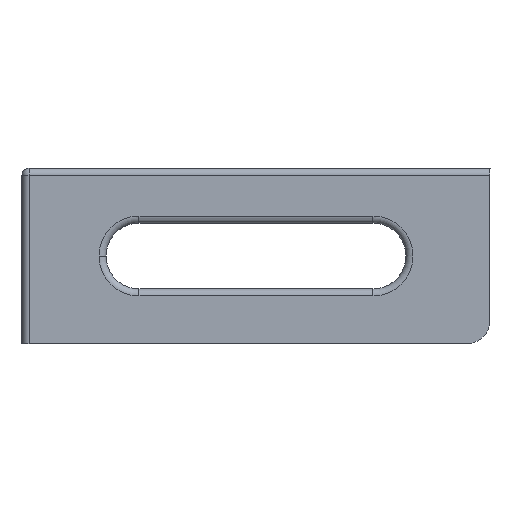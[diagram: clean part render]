
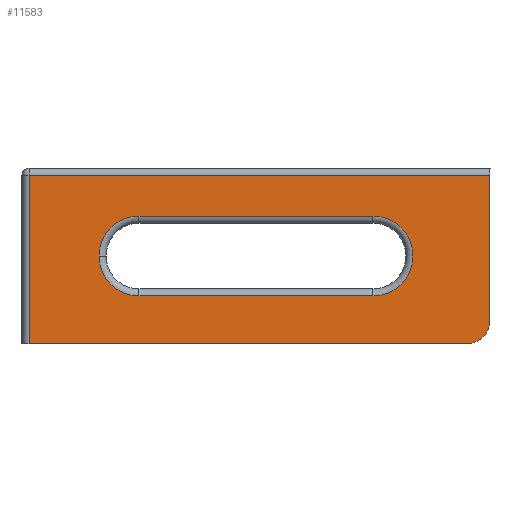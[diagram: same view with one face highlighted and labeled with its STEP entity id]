
A CAD part, front view. The second image highlights one B-rep face of the part: STEP entity #11583.
In plain terms, the highlighted planar face has unit normal (0, -1, 0).
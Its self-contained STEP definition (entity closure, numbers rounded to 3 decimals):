
#256 = VECTOR ( 'NONE', #1525, 1000. ) ;
#322 = DIRECTION ( 'NONE',  ( 0., 0., -1. ) ) ;
#434 = VERTEX_POINT ( 'NONE', #12670 ) ;
#614 = EDGE_CURVE ( 'NONE', #12149, #6644, #2700, .T. ) ;
#803 = ORIENTED_EDGE ( 'NONE', *, *, #7936, .T. ) ;
#934 = CARTESIAN_POINT ( 'NONE',  ( 50., 0., 37.5 ) ) ;
#1012 = CARTESIAN_POINT ( 'NONE',  ( 200., 0., 75. ) ) ;
#1260 = EDGE_CURVE ( 'NONE', #12149, #12891, #12901, .T. ) ;
#1525 = DIRECTION ( 'NONE',  ( -1., 0., 0. ) ) ;
#1786 = CARTESIAN_POINT ( 'NONE',  ( 32.925, 0., 37.5 ) ) ;
#1919 = CARTESIAN_POINT ( 'NONE',  ( 150., 0., 20.425 ) ) ;
#1970 = DIRECTION ( 'NONE',  ( -1., 0., 0. ) ) ;
#2019 = CIRCLE ( 'NONE', #2653, 17.075 ) ;
#2026 = DIRECTION ( 'NONE',  ( 1., 0., 0. ) ) ;
#2113 = DIRECTION ( 'NONE',  ( 0., 1., 0. ) ) ;
#2152 = VERTEX_POINT ( 'NONE', #1786 ) ;
#2386 = EDGE_CURVE ( 'NONE', #4390, #5400, #3644, .T. ) ;
#2414 = ORIENTED_EDGE ( 'NONE', *, *, #9684, .T. ) ;
#2617 = ORIENTED_EDGE ( 'NONE', *, *, #2386, .T. ) ;
#2653 = AXIS2_PLACEMENT_3D ( 'NONE', #4018, #11092, #5034 ) ;
#2700 = LINE ( 'NONE', #1012, #7511 ) ;
#2881 = CIRCLE ( 'NONE', #9152, 17.075 ) ;
#3109 = EDGE_CURVE ( 'NONE', #8637, #6644, #5884, .T. ) ;
#3166 = LINE ( 'NONE', #7137, #5882 ) ;
#3463 = AXIS2_PLACEMENT_3D ( 'NONE', #6202, #2113, #9244 ) ;
#3585 = EDGE_CURVE ( 'NONE', #9584, #4390, #2019, .T. ) ;
#3644 = LINE ( 'NONE', #12399, #11097 ) ;
#3693 = LINE ( 'NONE', #5340, #6723 ) ;
#4018 = CARTESIAN_POINT ( 'NONE',  ( 150., 0., 37.5 ) ) ;
#4245 = ORIENTED_EDGE ( 'NONE', *, *, #6804, .T. ) ;
#4258 = CARTESIAN_POINT ( 'NONE',  ( 50., 0., 20.425 ) ) ;
#4390 = VERTEX_POINT ( 'NONE', #1919 ) ;
#5034 = DIRECTION ( 'NONE',  ( -1., 0., 0. ) ) ;
#5167 = AXIS2_PLACEMENT_3D ( 'NONE', #5232, #12335, #6251 ) ;
#5232 = CARTESIAN_POINT ( 'NONE',  ( 50., 0., 37.5 ) ) ;
#5340 = CARTESIAN_POINT ( 'NONE',  ( 3., 0., 75. ) ) ;
#5399 = CARTESIAN_POINT ( 'NONE',  ( 3., 0., 72. ) ) ;
#5400 = VERTEX_POINT ( 'NONE', #4258 ) ;
#5835 = EDGE_LOOP ( 'NONE', ( #2617, #2414, #6062, #12128, #8004 ) ) ;
#5882 = VECTOR ( 'NONE', #2026, 1000. ) ;
#5884 = CIRCLE ( 'NONE', #10392, 10. ) ;
#6029 = DIRECTION ( 'NONE',  ( 0., -1., 0. ) ) ;
#6062 = ORIENTED_EDGE ( 'NONE', *, *, #10906, .T. ) ;
#6124 = CARTESIAN_POINT ( 'NONE',  ( 200., 0., 0. ) ) ;
#6202 = CARTESIAN_POINT ( 'NONE',  ( 200., 0., 75. ) ) ;
#6220 = CIRCLE ( 'NONE', #5167, 17.075 ) ;
#6251 = DIRECTION ( 'NONE',  ( -1., 0., 0. ) ) ;
#6257 = ORIENTED_EDGE ( 'NONE', *, *, #1260, .T. ) ;
#6586 = LINE ( 'NONE', #6124, #11661 ) ;
#6632 = ORIENTED_EDGE ( 'NONE', *, *, #3109, .T. ) ;
#6644 = VERTEX_POINT ( 'NONE', #10763 ) ;
#6723 = VECTOR ( 'NONE', #322, 1000. ) ;
#6804 = EDGE_CURVE ( 'NONE', #434, #8637, #6586, .T. ) ;
#7137 = CARTESIAN_POINT ( 'NONE',  ( 200., 0., 54.575 ) ) ;
#7144 = DIRECTION ( 'NONE',  ( 1., 0., 0. ) ) ;
#7511 = VECTOR ( 'NONE', #13258, 1000. ) ;
#7936 = EDGE_CURVE ( 'NONE', #12891, #434, #3693, .T. ) ;
#8004 = ORIENTED_EDGE ( 'NONE', *, *, #3585, .T. ) ;
#8107 = DIRECTION ( 'NONE',  ( 0., 1., 0. ) ) ;
#8234 = PLANE ( 'NONE',  #3463 ) ;
#8351 = DIRECTION ( 'NONE',  ( -1., 0., 0. ) ) ;
#8637 = VERTEX_POINT ( 'NONE', #11876 ) ;
#9152 = AXIS2_PLACEMENT_3D ( 'NONE', #934, #8107, #1970 ) ;
#9206 = FACE_BOUND ( 'NONE', #5835, .T. ) ;
#9244 = DIRECTION ( 'NONE',  ( -1., 0., 0. ) ) ;
#9584 = VERTEX_POINT ( 'NONE', #10745 ) ;
#9665 = EDGE_LOOP ( 'NONE', ( #6257, #803, #4245, #6632, #10978 ) ) ;
#9677 = CARTESIAN_POINT ( 'NONE',  ( 200., 0., 72. ) ) ;
#9684 = EDGE_CURVE ( 'NONE', #5400, #2152, #2881, .T. ) ;
#10392 = AXIS2_PLACEMENT_3D ( 'NONE', #12109, #6029, #13146 ) ;
#10745 = CARTESIAN_POINT ( 'NONE',  ( 150., 0., 54.575 ) ) ;
#10763 = CARTESIAN_POINT ( 'NONE',  ( 200., 0., 10. ) ) ;
#10906 = EDGE_CURVE ( 'NONE', #2152, #12722, #6220, .T. ) ;
#10978 = ORIENTED_EDGE ( 'NONE', *, *, #614, .F. ) ;
#11092 = DIRECTION ( 'NONE',  ( 0., 1., 0. ) ) ;
#11097 = VECTOR ( 'NONE', #8351, 1000. ) ;
#11271 = FACE_OUTER_BOUND ( 'NONE', #9665, .T. ) ;
#11554 = EDGE_CURVE ( 'NONE', #12722, #9584, #3166, .T. ) ;
#11583 = ADVANCED_FACE ( 'NONE', ( #9206, #11271 ), #8234, .F. ) ;
#11661 = VECTOR ( 'NONE', #7144, 1000. ) ;
#11855 = CARTESIAN_POINT ( 'NONE',  ( 200., 0., 72. ) ) ;
#11876 = CARTESIAN_POINT ( 'NONE',  ( 190., 0., 0. ) ) ;
#12109 = CARTESIAN_POINT ( 'NONE',  ( 190., 0., 10. ) ) ;
#12128 = ORIENTED_EDGE ( 'NONE', *, *, #11554, .T. ) ;
#12149 = VERTEX_POINT ( 'NONE', #11855 ) ;
#12157 = CARTESIAN_POINT ( 'NONE',  ( 50., 0., 54.575 ) ) ;
#12335 = DIRECTION ( 'NONE',  ( 0., 1., 0. ) ) ;
#12399 = CARTESIAN_POINT ( 'NONE',  ( 200., 0., 20.425 ) ) ;
#12670 = CARTESIAN_POINT ( 'NONE',  ( 3., 0., 0. ) ) ;
#12722 = VERTEX_POINT ( 'NONE', #12157 ) ;
#12891 = VERTEX_POINT ( 'NONE', #5399 ) ;
#12901 = LINE ( 'NONE', #9677, #256 ) ;
#13146 = DIRECTION ( 'NONE',  ( -1., 0., 0. ) ) ;
#13258 = DIRECTION ( 'NONE',  ( 0., 0., -1. ) ) ;
